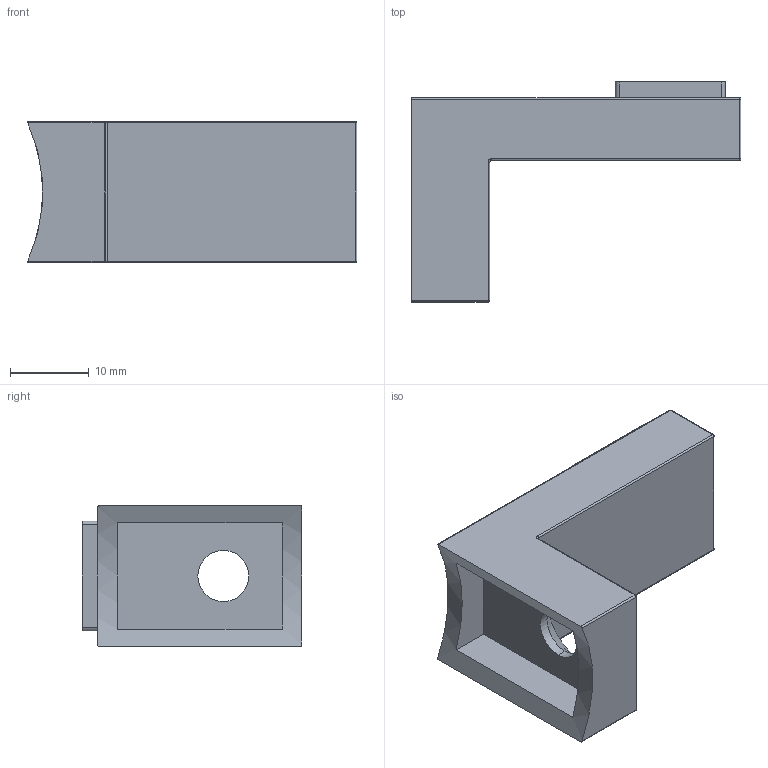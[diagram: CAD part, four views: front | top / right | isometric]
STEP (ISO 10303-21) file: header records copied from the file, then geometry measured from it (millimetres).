
FILE_DESCRIPTION (( 'STEP AP203' ), '1' );
FILE_NAME ('3D_GG4022_42.4_188758970.STEP', '2024-11-04T14:37:14', ( '' ), ( '' ), 'SwSTEP 2.0', 'SolidWorks 2023', '' );
FILE_SCHEMA (( 'CONFIG_CONTROL_DESIGN' ));
Length unit declared in the file: millimetre
Products named in the file (1): 3D_GG4022_42.4_188758970
Bounding box: 42.01 x 28 x 18 mm (x, y, z)
Volume: 7613.8 mm3; surface area: 4231.4 mm2
Topology: 2 solids, 2 shells, 49 faces, 114 edges, 64 vertices
Faces by surface type: cylinder 21, plane 18, sphere 6, cone 2, torus 2
Entity records: 1425 total; most frequent: DIRECTION 248, CARTESIAN_POINT 242, ORIENTED_EDGE 216, EDGE_CURVE 108, AXIS2_PLACEMENT_3D 94, VERTEX_POINT 64, LINE 60, VECTOR 60
